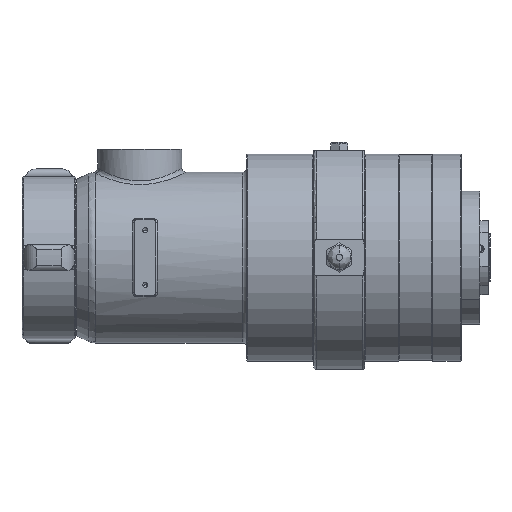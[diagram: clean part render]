
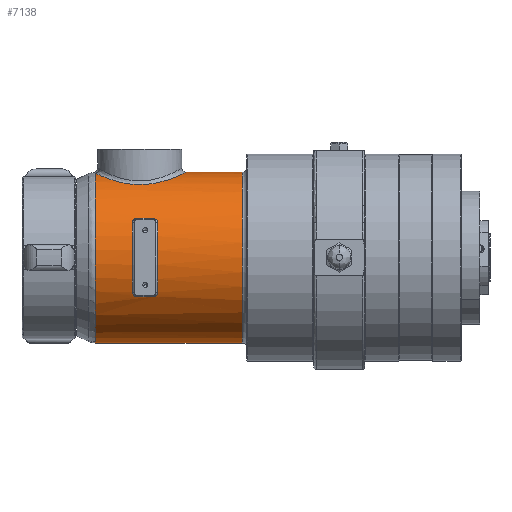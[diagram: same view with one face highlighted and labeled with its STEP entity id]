
A CAD part, top view. The second image highlights one B-rep face of the part: STEP entity #7138.
In plain terms, the highlighted cylindrical face has radius 64.3 mm (diameter 128.6 mm), a partial arc.
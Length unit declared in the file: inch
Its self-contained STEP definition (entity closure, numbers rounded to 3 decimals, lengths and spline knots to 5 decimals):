
#1=CARTESIAN_POINT('',(-1.31647,2.50309,0.37821));
#2=CARTESIAN_POINT('',(-1.29373,2.49222,0.45009));
#3=CARTESIAN_POINT('',(-1.2353,2.46467,0.59103));
#4=CARTESIAN_POINT('',(-1.10262,2.40622,0.79551));
#5=CARTESIAN_POINT('',(-0.92678,2.33703,0.97868));
#6=CARTESIAN_POINT('',(-0.7156,2.26781,1.12795));
#7=CARTESIAN_POINT('',(-0.48711,2.2117,1.23276));
#8=CARTESIAN_POINT('',(-0.25674,2.17618,1.29359));
#9=CARTESIAN_POINT('',(-0.02898,2.16258,1.31592));
#10=CARTESIAN_POINT('',(0.19823,2.17063,1.30277));
#11=CARTESIAN_POINT('',(0.42777,2.2005,1.25236));
#12=CARTESIAN_POINT('',(0.65744,2.25162,1.15942));
#13=CARTESIAN_POINT('',(0.87494,2.31858,1.02115));
#14=CARTESIAN_POINT('',(1.06166,2.38923,0.84482));
#15=CARTESIAN_POINT('',(1.20542,2.45107,0.64495));
#16=CARTESIAN_POINT('',(1.30466,2.4972,0.434));
#17=CARTESIAN_POINT('',(1.36264,2.52537,0.2166));
#18=CARTESIAN_POINT('',(1.37499,2.5315,0.07215));
#19=CARTESIAN_POINT('',(1.375,2.5315,0.));
#21=CARTESIAN_POINT('',(3.04307,0.,0.));
#22=DIRECTION('',(1.,0.,0.));
#23=DIRECTION('',(0.,1.,0.));
#24=AXIS2_PLACEMENT_3D('',#21,#22,#23);
#26=CARTESIAN_POINT('',(-1.31647,0.,0.));
#27=DIRECTION('',(-1.,0.,0.));
#28=DIRECTION('',(0.,-1.,0.));
#29=AXIS2_PLACEMENT_3D('',#26,#27,#28);
#31=CARTESIAN_POINT('',(-0.219,-1.03621,2.30971));
#32=CARTESIAN_POINT('',(-0.219,-1.04776,2.30453));
#33=CARTESIAN_POINT('',(-0.21581,-1.06981,2.29443));
#34=CARTESIAN_POINT('',(-0.20191,-1.10104,2.27959));
#35=CARTESIAN_POINT('',(-0.18035,-1.12678,2.26695));
#36=CARTESIAN_POINT('',(-0.15357,-1.14556,2.25749));
#37=CARTESIAN_POINT('',(-0.1236,-1.15675,2.25176));
#38=CARTESIAN_POINT('',(-0.10335,-1.15915,2.25053));
#39=CARTESIAN_POINT('',(-0.093,-1.15915,2.25053));
#41=DIRECTION('',(1.,0.,0.));
#42=VECTOR('',#41,0.499);
#43=CARTESIAN_POINT('',(-0.093,-1.15915,2.25053));
#44=LINE('',#43,#42);
#45=CARTESIAN_POINT('',(0.406,-1.15915,2.25053));
#46=CARTESIAN_POINT('',(0.41636,-1.15916,2.25052));
#47=CARTESIAN_POINT('',(0.4366,-1.15671,2.25178));
#48=CARTESIAN_POINT('',(0.46632,-1.14568,2.25743));
#49=CARTESIAN_POINT('',(0.49311,-1.127,2.26684));
#50=CARTESIAN_POINT('',(0.51471,-1.10136,2.27944));
#51=CARTESIAN_POINT('',(0.52877,-1.07003,2.29433));
#52=CARTESIAN_POINT('',(0.532,-1.04784,2.30449));
#53=CARTESIAN_POINT('',(0.532,-1.03621,2.30971));
#55=CARTESIAN_POINT('',(0.532,0.,0.));
#56=DIRECTION('',(-1.,0.,0.));
#57=DIRECTION('',(0.,-0.409,0.912));
#58=AXIS2_PLACEMENT_3D('',#55,#56,#57);
#60=CARTESIAN_POINT('',(0.532,1.03621,2.30971));
#61=CARTESIAN_POINT('',(0.532,1.04776,2.30453));
#62=CARTESIAN_POINT('',(0.52881,1.06981,2.29443));
#63=CARTESIAN_POINT('',(0.51491,1.10104,2.27959));
#64=CARTESIAN_POINT('',(0.49335,1.12678,2.26695));
#65=CARTESIAN_POINT('',(0.46657,1.14556,2.25749));
#66=CARTESIAN_POINT('',(0.4366,1.15675,2.25176));
#67=CARTESIAN_POINT('',(0.41635,1.15915,2.25053));
#68=CARTESIAN_POINT('',(0.406,1.15915,2.25053));
#70=DIRECTION('',(-1.,0.,0.));
#71=VECTOR('',#70,0.499);
#72=CARTESIAN_POINT('',(0.406,1.15915,2.25053));
#73=LINE('',#72,#71);
#74=CARTESIAN_POINT('',(-0.093,1.15915,2.25053));
#75=CARTESIAN_POINT('',(-0.10336,1.15916,2.25052));
#76=CARTESIAN_POINT('',(-0.1236,1.15671,2.25178));
#77=CARTESIAN_POINT('',(-0.15332,1.14568,2.25743));
#78=CARTESIAN_POINT('',(-0.18011,1.127,2.26684));
#79=CARTESIAN_POINT('',(-0.20171,1.10136,2.27944));
#80=CARTESIAN_POINT('',(-0.21577,1.07003,2.29433));
#81=CARTESIAN_POINT('',(-0.219,1.04784,2.30449));
#82=CARTESIAN_POINT('',(-0.219,1.03621,2.30971));
#84=CARTESIAN_POINT('',(-0.219,0.,0.));
#85=DIRECTION('',(1.,0.,0.));
#86=DIRECTION('',(0.,0.409,0.912));
#87=AXIS2_PLACEMENT_3D('',#84,#85,#86);
#99=CARTESIAN_POINT('',(1.375,2.5315,0.));
#124=DIRECTION('',(1.,0.,0.));
#125=VECTOR('',#124,4.35955);
#126=CARTESIAN_POINT('',(-1.31647,-2.5315,0.));
#127=LINE('',#126,#125);
#133=DIRECTION('',(-1.,0.,0.));
#134=VECTOR('',#133,1.66807);
#135=CARTESIAN_POINT('',(3.04307,2.5315,0.));
#136=LINE('',#135,#134);
#6813=CARTESIAN_POINT('',(-1.31647,-2.5315,0.));
#6814=VERTEX_POINT('',#6813);
#6819=CARTESIAN_POINT('',(3.04307,2.5315,0.));
#6820=CARTESIAN_POINT('',(3.04307,-2.5315,0.));
#6821=VERTEX_POINT('',#6819);
#6822=VERTEX_POINT('',#6820);
#6827=VERTEX_POINT('',#99);
#6831=VERTEX_POINT('',#1);
#6835=VERTEX_POINT('',#31);
#6836=VERTEX_POINT('',#39);
#6839=CARTESIAN_POINT('',(0.406,-1.15915,
2.25053));
#6840=VERTEX_POINT('',#6839);
#6843=VERTEX_POINT('',#53);
#6845=CARTESIAN_POINT('',(0.532,1.03621,2.30971));
#6846=VERTEX_POINT('',#6845);
#6849=VERTEX_POINT('',#68);
#6851=CARTESIAN_POINT('',(-0.093,1.15915,
2.25053));
#6852=VERTEX_POINT('',#6851);
#6855=VERTEX_POINT('',#82);
#7103=CARTESIAN_POINT('',(-3.18571,0.,0.));
#7104=DIRECTION('',(1.,0.,0.));
#7105=DIRECTION('',(0.,-1.,0.));
#7106=AXIS2_PLACEMENT_3D('',#7103,#7104,#7105);
#7107=CYLINDRICAL_SURFACE('',#7106,2.5315);
#7109=ORIENTED_EDGE('',*,*,#7108,.T.);
#7111=ORIENTED_EDGE('',*,*,#7110,.F.);
#7113=ORIENTED_EDGE('',*,*,#7112,.T.);
#7115=ORIENTED_EDGE('',*,*,#7114,.F.);
#7117=ORIENTED_EDGE('',*,*,#7116,.T.);
#7118=EDGE_LOOP('',(#7109,#7111,#7113,#7115,#7117));
#7119=FACE_OUTER_BOUND('',#7118,.F.);
#7121=ORIENTED_EDGE('',*,*,#7120,.T.);
#7123=ORIENTED_EDGE('',*,*,#7122,.T.);
#7125=ORIENTED_EDGE('',*,*,#7124,.T.);
#7127=ORIENTED_EDGE('',*,*,#7126,.T.);
#7129=ORIENTED_EDGE('',*,*,#7128,.T.);
#7131=ORIENTED_EDGE('',*,*,#7130,.T.);
#7133=ORIENTED_EDGE('',*,*,#7132,.T.);
#7135=ORIENTED_EDGE('',*,*,#7134,.T.);
#7136=EDGE_LOOP('',(#7121,#7123,#7125,#7127,#7129,#7131,#7133,#7135));
#7137=FACE_BOUND('',#7136,.F.);
#7138=ADVANCED_FACE('',(#7119,#7137),#7107,.T.);
#20=B_SPLINE_CURVE_WITH_KNOTS('',3,(#1,#2,#3,#4,#5,#6,#7,#8,#9,#10,#11,#12,#13,
#14,#15,#16,#17,#18,#19),.UNSPECIFIED.,.F.,.F.,(4,1,1,1,1,1,1,1,1,1,1,1,1,1,1,1,
4),(0.,0.0625,0.125,0.1875,0.25,0.3125,0.375,0.4375,0.5,
0.5625,0.625,0.6875,0.75,0.8125,0.875,0.9375,1.),.UNSPECIFIED.);
#25=CIRCLE('',#24,2.5315);
#30=CIRCLE('',#29,2.5315);
#40=B_SPLINE_CURVE_WITH_KNOTS('',3,(#31,#32,#33,#34,#35,#36,#37,#38,#39),
.UNSPECIFIED.,.F.,.F.,(4,1,1,1,1,1,4),(0.,0.16667,0.33333,
0.5,0.66667,0.83333,1.),.UNSPECIFIED.);
#54=B_SPLINE_CURVE_WITH_KNOTS('',3,(#45,#46,#47,#48,#49,#50,#51,#52,#53),
.UNSPECIFIED.,.F.,.F.,(4,1,1,1,1,1,4),(0.,0.16667,0.33333,
0.5,0.66667,0.83333,1.),.UNSPECIFIED.);
#59=CIRCLE('',#58,2.5315);
#69=B_SPLINE_CURVE_WITH_KNOTS('',3,(#60,#61,#62,#63,#64,#65,#66,#67,#68),
.UNSPECIFIED.,.F.,.F.,(4,1,1,1,1,1,4),(0.,0.16667,0.33333,
0.5,0.66667,0.83333,1.),.UNSPECIFIED.);
#83=B_SPLINE_CURVE_WITH_KNOTS('',3,(#74,#75,#76,#77,#78,#79,#80,#81,#82),
.UNSPECIFIED.,.F.,.F.,(4,1,1,1,1,1,4),(0.,0.16667,0.33333,
0.5,0.66667,0.83333,1.),.UNSPECIFIED.);
#88=CIRCLE('',#87,2.5315);
#7108=EDGE_CURVE('',#6831,#6827,#20,.T.);
#7110=EDGE_CURVE('',#6821,#6827,#136,.T.);
#7112=EDGE_CURVE('',#6821,#6822,#25,.T.);
#7114=EDGE_CURVE('',#6814,#6822,#127,.T.);
#7116=EDGE_CURVE('',#6814,#6831,#30,.T.);
#7120=EDGE_CURVE('',#6835,#6836,#40,.T.);
#7122=EDGE_CURVE('',#6836,#6840,#44,.T.);
#7124=EDGE_CURVE('',#6840,#6843,#54,.T.);
#7126=EDGE_CURVE('',#6843,#6846,#59,.T.);
#7128=EDGE_CURVE('',#6846,#6849,#69,.T.);
#7130=EDGE_CURVE('',#6849,#6852,#73,.T.);
#7132=EDGE_CURVE('',#6852,#6855,#83,.T.);
#7134=EDGE_CURVE('',#6855,#6835,#88,.T.);
